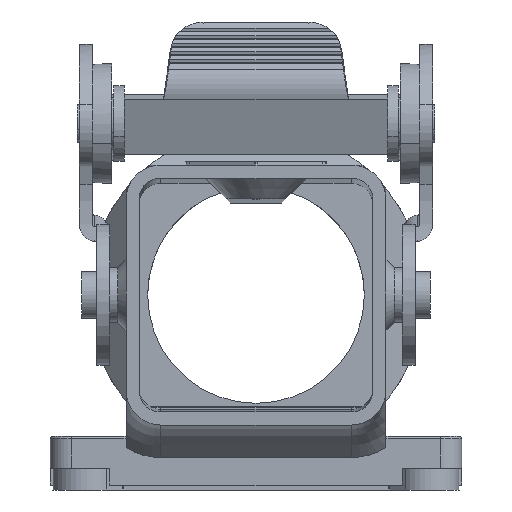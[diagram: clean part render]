
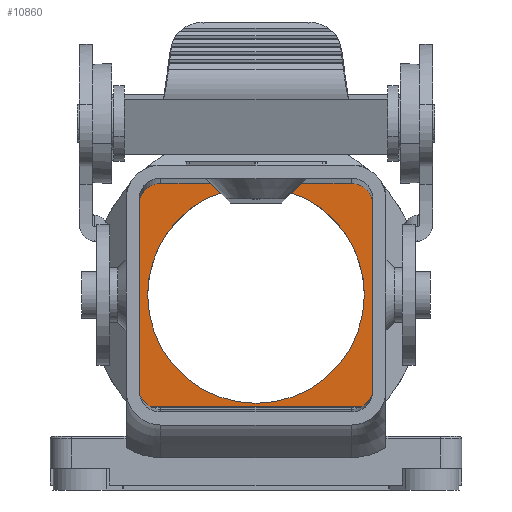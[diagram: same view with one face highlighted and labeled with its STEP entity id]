
A CAD part, front view. The second image highlights one B-rep face of the part: STEP entity #10860.
In plain terms, the highlighted face is planar.
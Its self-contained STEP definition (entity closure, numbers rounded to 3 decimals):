
#9680=CARTESIAN_POINT('',(29.589,64.716,0.));
#9690=VERTEX_POINT('',#9680);
#9700=CARTESIAN_POINT('',(36.211,64.716,0.));
#9710=VERTEX_POINT('',#9700);
#9740=CARTESIAN_POINT('',(32.9,55.28,0.));
#9750=DIRECTION('',(0.,0.,-1.));
#9760=DIRECTION('',(-1.,0.,0.));
#9770=AXIS2_PLACEMENT_3D('',#9740,#9750,#9760);
#9780=CIRCLE('',#9770,10.);
#9790=CARTESIAN_POINT('',(42.9,55.28,0.));
#9800=VERTEX_POINT('',#9790);
#9810=EDGE_CURVE('',#9710,#9800,#9780,.T.);
#9940=CARTESIAN_POINT('',(22.9,55.28,0.));
#9950=VERTEX_POINT('',#9940);
#9980=EDGE_CURVE('',#9950,#9690,#9780,.T.);
#10030=CARTESIAN_POINT('',(30.553,56.861,0.));
#10040=DIRECTION('',(0.,0.,-1.));
#10050=DIRECTION('',(-1.,0.,0.));
#10060=AXIS2_PLACEMENT_3D('',#10030,#10040,#10050);
#10070=PLANE('',#10060);
#10080=EDGE_CURVE('',#9800,#9950,#9780,.T.);
#10090=ORIENTED_EDGE('',*,*,#10080,.T.);
#10100=ORIENTED_EDGE('',*,*,#9810,.T.);
#10110=CARTESIAN_POINT('',(-28.505,0.,0.));
#10120=DIRECTION('',(-0.707,-0.707,0.));
#10130=VECTOR('',#10120,1.);
#10140=LINE('',#10110,#10130);
#10150=CARTESIAN_POINT('',(37.093,65.598,0.));
#10160=VERTEX_POINT('',#10150);
#10170=EDGE_CURVE('',#10160,#9710,#10140,.T.);
#10180=ORIENTED_EDGE('',*,*,#10170,.T.);
#10190=CARTESIAN_POINT('',(0.,65.598,0.));
#10200=DIRECTION('',(-1.,0.,0.));
#10210=VECTOR('',#10200,1.);
#10220=LINE('',#10190,#10210);
#10230=CARTESIAN_POINT('',(41.7,65.598,0.));
#10240=VERTEX_POINT('',#10230);
#10250=EDGE_CURVE('',#10240,#10160,#10220,.T.);
#10260=ORIENTED_EDGE('',*,*,#10250,.T.);
#10270=CARTESIAN_POINT('',(41.7,63.598,0.));
#10280=DIRECTION('',(0.,0.,-1.));
#10290=DIRECTION('',(0.,1.,0.));
#10300=AXIS2_PLACEMENT_3D('',#10270,#10280,#10290);
#10310=ELLIPSE('',#10300,2.,2.);
#10320=CARTESIAN_POINT('',(43.7,63.598,0.));
#10330=VERTEX_POINT('',#10320);
#10340=EDGE_CURVE('',#10240,#10330,#10310,.T.);
#10350=ORIENTED_EDGE('',*,*,#10340,.F.);
#10360=CARTESIAN_POINT('',(43.7,0.,0.));
#10370=DIRECTION('',(0.,1.,0.));
#10380=VECTOR('',#10370,1.);
#10390=LINE('',#10360,#10380);
#10400=CARTESIAN_POINT('',(43.7,44.962,0.));
#10410=VERTEX_POINT('',#10400);
#10420=EDGE_CURVE('',#10410,#10330,#10390,.T.);
#10430=ORIENTED_EDGE('',*,*,#10420,.T.);
#10440=CARTESIAN_POINT('',(0.,44.962,0.));
#10450=DIRECTION('',(1.,0.,0.));
#10460=VECTOR('',#10450,1.);
#10470=LINE('',#10440,#10460);
#10480=CARTESIAN_POINT('',(22.1,44.962,0.));
#10490=VERTEX_POINT('',#10480);
#10500=EDGE_CURVE('',#10490,#10410,#10470,.T.);
#10510=ORIENTED_EDGE('',*,*,#10500,.T.);
#10520=CARTESIAN_POINT('',(22.1,0.,0.));
#10530=DIRECTION('',(0.,1.,0.));
#10540=VECTOR('',#10530,1.);
#10550=LINE('',#10520,#10540);
#10560=CARTESIAN_POINT('',(22.1,63.598,0.));
#10570=VERTEX_POINT('',#10560);
#10580=EDGE_CURVE('',#10490,#10570,#10550,.T.);
#10590=ORIENTED_EDGE('',*,*,#10580,.F.);
#10600=CARTESIAN_POINT('',(24.1,63.598,0.));
#10610=DIRECTION('',(0.,0.,-1.));
#10620=DIRECTION('',(0.,1.,0.));
#10630=AXIS2_PLACEMENT_3D('',#10600,#10610,#10620);
#10640=ELLIPSE('',#10630,2.,2.);
#10650=CARTESIAN_POINT('',(24.1,65.598,0.));
#10660=VERTEX_POINT('',#10650);
#10670=EDGE_CURVE('',#10570,#10660,#10640,.T.);
#10680=ORIENTED_EDGE('',*,*,#10670,.F.);
#10690=CARTESIAN_POINT('',(0.,65.598,0.));
#10700=DIRECTION('',(1.,0.,0.));
#10710=VECTOR('',#10700,1.);
#10720=LINE('',#10690,#10710);
#10730=CARTESIAN_POINT('',(28.707,65.598,0.));
#10740=VERTEX_POINT('',#10730);
#10750=EDGE_CURVE('',#10660,#10740,#10720,.T.);
#10760=ORIENTED_EDGE('',*,*,#10750,.F.);
#10770=CARTESIAN_POINT('',(94.305,0.,0.));
#10780=DIRECTION('',(0.707,-0.707,0.));
#10790=VECTOR('',#10780,1.);
#10800=LINE('',#10770,#10790);
#10810=EDGE_CURVE('',#10740,#9690,#10800,.T.);
#10820=ORIENTED_EDGE('',*,*,#10810,.F.);
#10830=ORIENTED_EDGE('',*,*,#9980,.T.);
#10840=EDGE_LOOP('',(#10830,#10820,#10760,#10680,#10590,#10510,#10430,
#10350,#10260,#10180,#10100,#10090));
#10850=FACE_OUTER_BOUND('',#10840,.T.);
#10860=ADVANCED_FACE('',(#10850),#10070,.F.);
